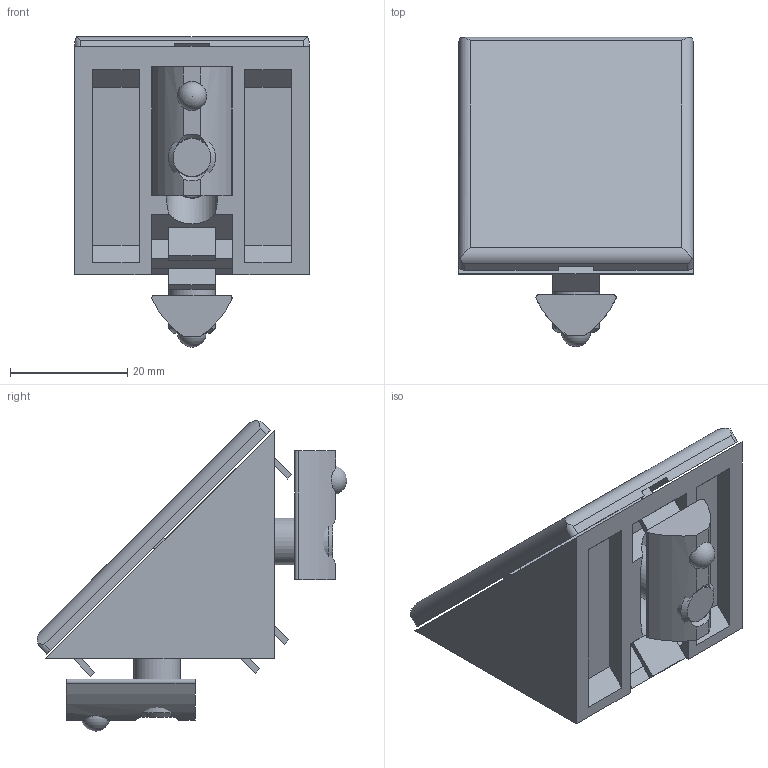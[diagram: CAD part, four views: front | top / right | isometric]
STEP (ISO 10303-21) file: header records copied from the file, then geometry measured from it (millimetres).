
FILE_DESCRIPTION(/* description */ ('STEP AP214'),/* implementation_level */ '2;1');
FILE_NAME(/* name */ '1007700.stp',/* time_stamp */ '2024-05-07T12:10:25+02:00',/* author */ ('b.steehouwer'),/* organization */ ('CADENAS'),/* preprocessor_version */ 'ST-DEVELOPER v18.1',/* originating_system */ 'Autodesk Inventor 2021',/* authorisation */ ' ');
FILE_SCHEMA (('AUTOMOTIVE_DESIGN { 1 0 10303 214 3 1 1 }'));
Length unit declared in the file: millimetre
Products named in the file (7): 1007700; 1007700-1; 1007700-2; 1007700-3; 1007700-4; 1007700-5; 1007700-6
Assembly tree (6 placements, depth 2):
  1007700
    1007700-1
    1007700-2
    1007700-3
    1007700-4
    1007700-5
    1007700-6
Bounding box: 40.1 x 52.87 x 53.01 mm (x, y, z)
Volume: 24170.7 mm3; surface area: 18678.3 mm2
Topology: 6 solids, 6 shells, 215 faces, 580 edges, 384 vertices
Faces by surface type: plane 154, cylinder 41, cone 10, torus 6, sphere 2, bspline 2
Full cylindrical faces by diameter (mm): 6.647 x2, 8 x2
Entity records: 7211 total; most frequent: CARTESIAN_POINT 1464, ORIENTED_EDGE 1156, DIRECTION 1120, EDGE_CURVE 578, LINE 420, VECTOR 420, VERTEX_POINT 384, AXIS2_PLACEMENT_3D 350
